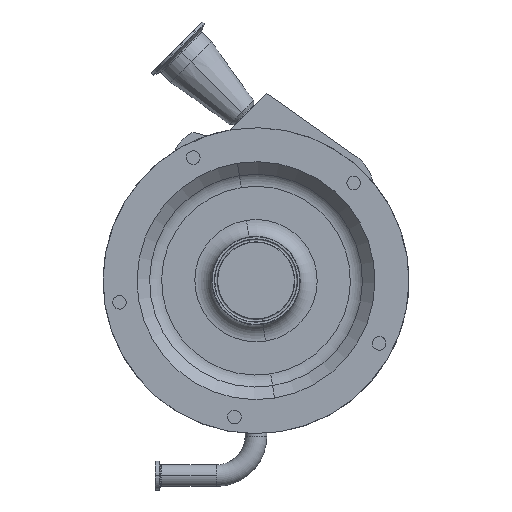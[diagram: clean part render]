
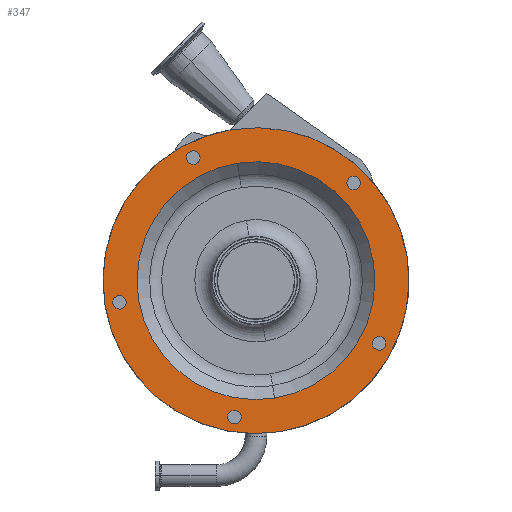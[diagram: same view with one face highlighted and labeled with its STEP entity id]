
A CAD part, top view. The second image highlights one B-rep face of the part: STEP entity #347.
In plain terms, the highlighted planar face has unit normal (0, 0, 1).
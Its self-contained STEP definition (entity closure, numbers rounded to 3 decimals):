
#201 = CARTESIAN_POINT ( 'NONE',  ( 21.119, -133.338, 197.5 ) ) ;
#298 = CIRCLE ( 'NONE', #9284, 6. ) ;
#347 = ADVANCED_FACE ( 'NONE', ( #1139, #5877, #15848, #10807, #5949, #12261, #2737 ), #7464, .F. ) ;
#440 = CARTESIAN_POINT ( 'NONE',  ( -16.426, 103.707, 197.5 ) ) ;
#486 = CARTESIAN_POINT ( 'NONE',  ( -55.387, 108.703, 197.5 ) ) ;
#554 = ORIENTED_EDGE ( 'NONE', *, *, #15368, .F. ) ;
#717 = AXIS2_PLACEMENT_3D ( 'NONE', #15685, #1050, #9735 ) ;
#758 = CARTESIAN_POINT ( 'NONE',  ( 0., 0., 197.5 ) ) ;
#812 = DIRECTION ( 'NONE',  ( -0.156, 0.988, 0. ) ) ;
#838 = EDGE_CURVE ( 'NONE', #12177, #15926, #10142, .T. ) ;
#957 = DIRECTION ( 'NONE',  ( 0., 0., 1. ) ) ;
#1050 = DIRECTION ( 'NONE',  ( 0., 0., 1. ) ) ;
#1139 = FACE_OUTER_BOUND ( 'NONE', #13785, .T. ) ;
#1288 = VERTEX_POINT ( 'NONE', #9904 ) ;
#1313 = AXIS2_PLACEMENT_3D ( 'NONE', #2870, #6699, #7765 ) ;
#1378 = CARTESIAN_POINT ( 'NONE',  ( -38.52, -6.101, 197.5 ) ) ;
#1417 = DIRECTION ( 'NONE',  ( 0., 0., 1. ) ) ;
#1418 = CIRCLE ( 'NONE', #10403, 6. ) ;
#1496 = EDGE_CURVE ( 'NONE', #14028, #10000, #10659, .T. ) ;
#1611 = CIRCLE ( 'NONE', #11905, 6. ) ;
#1699 = CIRCLE ( 'NONE', #8363, 6. ) ;
#1856 = ORIENTED_EDGE ( 'NONE', *, *, #3167, .F. ) ;
#1864 = DIRECTION ( 'NONE',  ( 0.891, 0.454, 0. ) ) ;
#2072 = EDGE_CURVE ( 'NONE', #3984, #12494, #7973, .T. ) ;
#2223 = EDGE_LOOP ( 'NONE', ( #554, #1856 ) ) ;
#2485 = CARTESIAN_POINT ( 'NONE',  ( -50.041, 111.427, 197.5 ) ) ;
#2576 = EDGE_LOOP ( 'NONE', ( #10138, #5719 ) ) ;
#2581 = EDGE_CURVE ( 'NONE', #5241, #6118, #5389, .T. ) ;
#2728 = CARTESIAN_POINT ( 'NONE',  ( -25.011, -119.559, 197.5 ) ) ;
#2737 = FACE_BOUND ( 'NONE', #13906, .T. ) ;
#2804 = VERTEX_POINT ( 'NONE', #4839 ) ;
#2870 = CARTESIAN_POINT ( 'NONE',  ( 108.703, -55.387, 197.5 ) ) ;
#3156 = AXIS2_PLACEMENT_3D ( 'NONE', #8470, #1417, #8547 ) ;
#3167 = EDGE_CURVE ( 'NONE', #2804, #1288, #5866, .T. ) ;
#3268 = ORIENTED_EDGE ( 'NONE', *, *, #4174, .F. ) ;
#3413 = DIRECTION ( 'NONE',  ( 0., 0., 1. ) ) ;
#3424 = EDGE_LOOP ( 'NONE', ( #15377, #7774 ) ) ;
#3486 = DIRECTION ( 'NONE',  ( 0., 0., 1. ) ) ;
#3534 = CARTESIAN_POINT ( 'NONE',  ( -55.387, 108.703, 197.5 ) ) ;
#3803 = EDGE_CURVE ( 'NONE', #10000, #14028, #1418, .T. ) ;
#3807 = DIRECTION ( 'NONE',  ( -0.156, 0.988, 0. ) ) ;
#3814 = DIRECTION ( 'NONE',  ( 0., 0., 1. ) ) ;
#3970 = DIRECTION ( 'NONE',  ( 0., 0., 1. ) ) ;
#3984 = VERTEX_POINT ( 'NONE', #7844 ) ;
#4174 = EDGE_CURVE ( 'NONE', #10548, #15308, #15822, .T. ) ;
#4332 = DIRECTION ( 'NONE',  ( -0.988, 0.156, 0. ) ) ;
#4493 = CARTESIAN_POINT ( 'NONE',  ( -19.085, -120.498, 197.5 ) ) ;
#4498 = AXIS2_PLACEMENT_3D ( 'NONE', #486, #7961, #1864 ) ;
#4546 = DIRECTION ( 'NONE',  ( 0., 0., 1. ) ) ;
#4839 = CARTESIAN_POINT ( 'NONE',  ( -119.559, -25.011, 197.5 ) ) ;
#5015 = ORIENTED_EDGE ( 'NONE', *, *, #12080, .F. ) ;
#5038 = CIRCLE ( 'NONE', #6565, 6. ) ;
#5193 = AXIS2_PLACEMENT_3D ( 'NONE', #14894, #3814, #8714 ) ;
#5241 = VERTEX_POINT ( 'NONE', #201 ) ;
#5309 = CARTESIAN_POINT ( 'NONE',  ( -19.085, -120.498, 197.5 ) ) ;
#5389 = CIRCLE ( 'NONE', #7437, 135. ) ;
#5402 = EDGE_CURVE ( 'NONE', #6118, #5241, #12161, .T. ) ;
#5719 = ORIENTED_EDGE ( 'NONE', *, *, #2072, .F. ) ;
#5866 = CIRCLE ( 'NONE', #717, 6. ) ;
#5877 = FACE_BOUND ( 'NONE', #13256, .T. ) ;
#5881 = DIRECTION ( 'NONE',  ( 0., 0., 1. ) ) ;
#5949 = FACE_BOUND ( 'NONE', #10840, .T. ) ;
#5958 = CIRCLE ( 'NONE', #6964, 105. ) ;
#6118 = VERTEX_POINT ( 'NONE', #8953 ) ;
#6297 = EDGE_CURVE ( 'NONE', #12494, #3984, #10879, .T. ) ;
#6462 = CARTESIAN_POINT ( 'NONE',  ( 105.979, -60.733, 197.5 ) ) ;
#6565 = AXIS2_PLACEMENT_3D ( 'NONE', #7239, #3486, #812 ) ;
#6699 = DIRECTION ( 'NONE',  ( 0., 0., 1. ) ) ;
#6725 = AXIS2_PLACEMENT_3D ( 'NONE', #10883, #5881, #8605 ) ;
#6774 = DIRECTION ( 'NONE',  ( -0.156, 0.988, 0. ) ) ;
#6964 = AXIS2_PLACEMENT_3D ( 'NONE', #758, #4546, #6774 ) ;
#7239 = CARTESIAN_POINT ( 'NONE',  ( -120.498, -19.085, 197.5 ) ) ;
#7437 = AXIS2_PLACEMENT_3D ( 'NONE', #10003, #3970, #3807 ) ;
#7464 = PLANE ( 'NONE',  #13269 ) ;
#7641 = ORIENTED_EDGE ( 'NONE', *, *, #11485, .F. ) ;
#7765 = DIRECTION ( 'NONE',  ( -0.454, -0.891, 0. ) ) ;
#7774 = ORIENTED_EDGE ( 'NONE', *, *, #11387, .F. ) ;
#7844 = CARTESIAN_POINT ( 'NONE',  ( 111.427, -50.041, 197.5 ) ) ;
#7961 = DIRECTION ( 'NONE',  ( 0., 0., 1. ) ) ;
#7973 = CIRCLE ( 'NONE', #1313, 6. ) ;
#8155 = ORIENTED_EDGE ( 'NONE', *, *, #838, .F. ) ;
#8309 = CARTESIAN_POINT ( 'NONE',  ( 86.267, 86.267, 197.5 ) ) ;
#8363 = AXIS2_PLACEMENT_3D ( 'NONE', #8309, #3413, #13270 ) ;
#8395 = CARTESIAN_POINT ( 'NONE',  ( -60.733, 105.979, 197.5 ) ) ;
#8470 = CARTESIAN_POINT ( 'NONE',  ( 108.703, -55.387, 197.5 ) ) ;
#8547 = DIRECTION ( 'NONE',  ( -0.454, -0.891, 0. ) ) ;
#8605 = DIRECTION ( 'NONE',  ( -0.156, 0.988, 0. ) ) ;
#8714 = DIRECTION ( 'NONE',  ( -0.156, 0.988, 0. ) ) ;
#8953 = CARTESIAN_POINT ( 'NONE',  ( -21.119, 133.338, 197.5 ) ) ;
#9271 = CARTESIAN_POINT ( 'NONE',  ( 86.267, 86.267, 197.5 ) ) ;
#9284 = AXIS2_PLACEMENT_3D ( 'NONE', #9271, #14483, #14325 ) ;
#9565 = VERTEX_POINT ( 'NONE', #15426 ) ;
#9735 = DIRECTION ( 'NONE',  ( -0.156, 0.988, 0. ) ) ;
#9904 = CARTESIAN_POINT ( 'NONE',  ( -121.437, -13.159, 197.5 ) ) ;
#10000 = VERTEX_POINT ( 'NONE', #2728 ) ;
#10003 = CARTESIAN_POINT ( 'NONE',  ( 0., 0., 197.5 ) ) ;
#10138 = ORIENTED_EDGE ( 'NONE', *, *, #6297, .F. ) ;
#10142 = CIRCLE ( 'NONE', #4498, 6. ) ;
#10215 = DIRECTION ( 'NONE',  ( 0., 0., 1. ) ) ;
#10403 = AXIS2_PLACEMENT_3D ( 'NONE', #4493, #957, #12239 ) ;
#10406 = ORIENTED_EDGE ( 'NONE', *, *, #3803, .F. ) ;
#10548 = VERTEX_POINT ( 'NONE', #440 ) ;
#10659 = CIRCLE ( 'NONE', #12737, 6. ) ;
#10783 = DIRECTION ( 'NONE',  ( 0., 0., 1. ) ) ;
#10807 = FACE_BOUND ( 'NONE', #2576, .T. ) ;
#10840 = EDGE_LOOP ( 'NONE', ( #10406, #11499 ) ) ;
#10879 = CIRCLE ( 'NONE', #3156, 6. ) ;
#10883 = CARTESIAN_POINT ( 'NONE',  ( 0., 0., 197.5 ) ) ;
#10948 = CARTESIAN_POINT ( 'NONE',  ( -13.159, -121.437, 197.5 ) ) ;
#11387 = EDGE_CURVE ( 'NONE', #14258, #9565, #298, .T. ) ;
#11485 = EDGE_CURVE ( 'NONE', #15308, #10548, #5958, .T. ) ;
#11499 = ORIENTED_EDGE ( 'NONE', *, *, #1496, .F. ) ;
#11905 = AXIS2_PLACEMENT_3D ( 'NONE', #3534, #10783, #15740 ) ;
#12080 = EDGE_CURVE ( 'NONE', #15926, #12177, #1611, .T. ) ;
#12161 = CIRCLE ( 'NONE', #5193, 135. ) ;
#12177 = VERTEX_POINT ( 'NONE', #2485 ) ;
#12239 = DIRECTION ( 'NONE',  ( -0.988, 0.156, 0. ) ) ;
#12261 = FACE_BOUND ( 'NONE', #2223, .T. ) ;
#12494 = VERTEX_POINT ( 'NONE', #6462 ) ;
#12581 = DIRECTION ( 'NONE',  ( 0., -1., 0. ) ) ;
#12648 = ORIENTED_EDGE ( 'NONE', *, *, #5402, .T. ) ;
#12737 = AXIS2_PLACEMENT_3D ( 'NONE', #5309, #10215, #4332 ) ;
#13160 = CARTESIAN_POINT ( 'NONE',  ( 16.426, -103.707, 197.5 ) ) ;
#13256 = EDGE_LOOP ( 'NONE', ( #8155, #5015 ) ) ;
#13269 = AXIS2_PLACEMENT_3D ( 'NONE', #1378, #13555, #12581 ) ;
#13270 = DIRECTION ( 'NONE',  ( 0.707, -0.707, 0. ) ) ;
#13555 = DIRECTION ( 'NONE',  ( 0., 0., -1. ) ) ;
#13785 = EDGE_LOOP ( 'NONE', ( #12648, #14020 ) ) ;
#13809 = CARTESIAN_POINT ( 'NONE',  ( 82.024, 90.51, 197.5 ) ) ;
#13906 = EDGE_LOOP ( 'NONE', ( #3268, #7641 ) ) ;
#14020 = ORIENTED_EDGE ( 'NONE', *, *, #2581, .T. ) ;
#14028 = VERTEX_POINT ( 'NONE', #10948 ) ;
#14258 = VERTEX_POINT ( 'NONE', #13809 ) ;
#14325 = DIRECTION ( 'NONE',  ( 0.707, -0.707, 0. ) ) ;
#14483 = DIRECTION ( 'NONE',  ( 0., 0., 1. ) ) ;
#14894 = CARTESIAN_POINT ( 'NONE',  ( 0., 0., 197.5 ) ) ;
#15065 = EDGE_CURVE ( 'NONE', #9565, #14258, #1699, .T. ) ;
#15308 = VERTEX_POINT ( 'NONE', #13160 ) ;
#15368 = EDGE_CURVE ( 'NONE', #1288, #2804, #5038, .T. ) ;
#15377 = ORIENTED_EDGE ( 'NONE', *, *, #15065, .F. ) ;
#15426 = CARTESIAN_POINT ( 'NONE',  ( 90.51, 82.024, 197.5 ) ) ;
#15685 = CARTESIAN_POINT ( 'NONE',  ( -120.498, -19.085, 197.5 ) ) ;
#15740 = DIRECTION ( 'NONE',  ( 0.891, 0.454, 0. ) ) ;
#15822 = CIRCLE ( 'NONE', #6725, 105. ) ;
#15848 = FACE_BOUND ( 'NONE', #3424, .T. ) ;
#15926 = VERTEX_POINT ( 'NONE', #8395 ) ;
